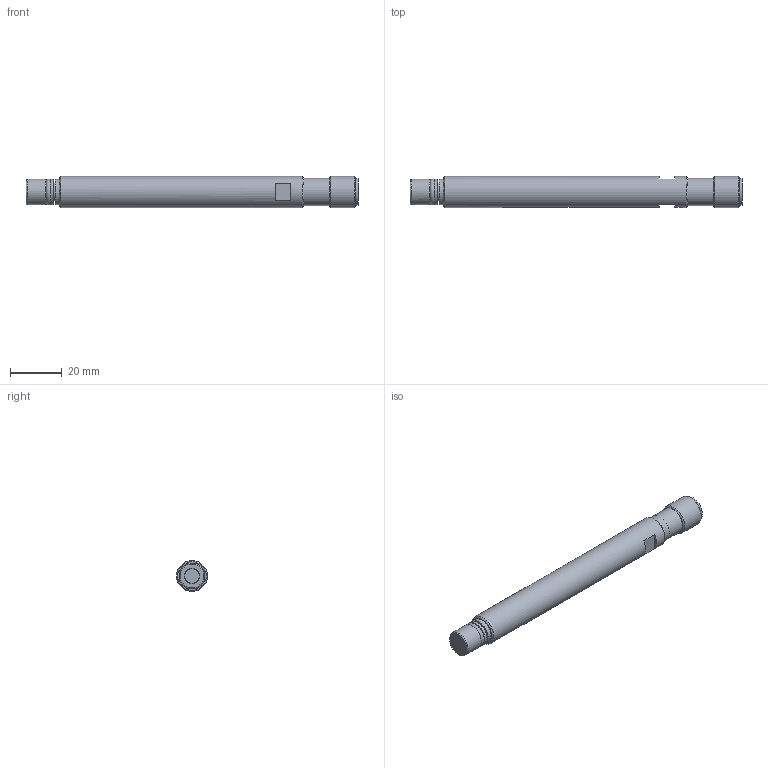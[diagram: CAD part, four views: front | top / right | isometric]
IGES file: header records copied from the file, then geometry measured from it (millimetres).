
Global section: file name: No Iges File Name specified; native system: Autodesk Inventor 2012; preprocessor: AutoDesk Inventor Iges Exporter R2012; author: henry.ebert; date: 20120904.104441; units: millimetre
Bounding box: 128.4 x 12 x 12 mm (x, y, z)
Volume: 7051.3 mm3; surface area: 9503.5 mm2
Topology: 2 solids, 7 shells, 198 faces, 459 edges, 293 vertices
Faces by surface type: plane 81, revolution 63, cylinder 30, cone 15, torus 5, sphere 4
Full cylindrical faces by diameter (mm): 1 x4, 2 x4, 2.3 x1, 7 x2, 7.2 x2, 8.5 x1, 9.9 x2, 10 x2, 10.3 x1, 10.5 x1, 12 x2
